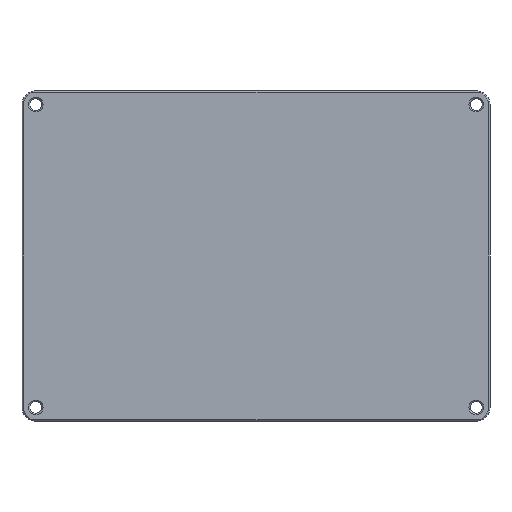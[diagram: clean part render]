
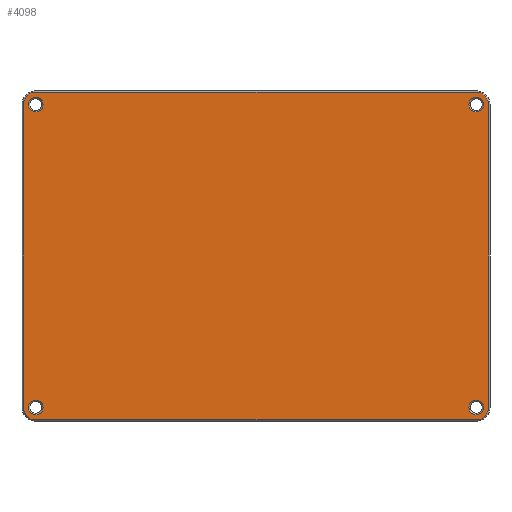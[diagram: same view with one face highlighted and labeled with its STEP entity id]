
A CAD part, front view. The second image highlights one B-rep face of the part: STEP entity #4098.
In plain terms, the highlighted planar face has unit normal (0, -1, 0).
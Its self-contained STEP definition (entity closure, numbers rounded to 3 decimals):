
#41 = CARTESIAN_POINT ( 'NONE',  ( 80., -5., 55. ) ) ;
#80 = CARTESIAN_POINT ( 'NONE',  ( 80., -5., 55. ) ) ;
#115 = EDGE_LOOP ( 'NONE', ( #5949, #5262, #315, #6017, #6691, #1571, #2137, #3160 ) ) ;
#212 = AXIS2_PLACEMENT_3D ( 'NONE', #80, #546, #5676 ) ;
#268 = CARTESIAN_POINT ( 'NONE',  ( 80., -5., -52.35 ) ) ;
#282 = DIRECTION ( 'NONE',  ( 0., 0., -1. ) ) ;
#315 = ORIENTED_EDGE ( 'NONE', *, *, #898, .T. ) ;
#453 = VERTEX_POINT ( 'NONE', #6763 ) ;
#471 = AXIS2_PLACEMENT_3D ( 'NONE', #1993, #1482, #3640 ) ;
#496 = CARTESIAN_POINT ( 'NONE',  ( -80., -5., 57.65 ) ) ;
#498 = VERTEX_POINT ( 'NONE', #6259 ) ;
#536 = CARTESIAN_POINT ( 'NONE',  ( -80., -5., -55. ) ) ;
#546 = DIRECTION ( 'NONE',  ( 0., -1., 0. ) ) ;
#632 = CARTESIAN_POINT ( 'NONE',  ( -84.5, -5., -55. ) ) ;
#645 = DIRECTION ( 'NONE',  ( 0., 0., -1. ) ) ;
#646 = DIRECTION ( 'NONE',  ( 0., 1., 0. ) ) ;
#758 = CARTESIAN_POINT ( 'NONE',  ( 80., -5., -55. ) ) ;
#770 = VERTEX_POINT ( 'NONE', #5490 ) ;
#785 = DIRECTION ( 'NONE',  ( 0., -1., 0. ) ) ;
#838 = AXIS2_PLACEMENT_3D ( 'NONE', #2101, #6083, #1631 ) ;
#858 = VERTEX_POINT ( 'NONE', #985 ) ;
#883 = FACE_BOUND ( 'NONE', #6920, .T. ) ;
#898 = EDGE_CURVE ( 'NONE', #453, #858, #5921, .T. ) ;
#918 = FACE_BOUND ( 'NONE', #2950, .T. ) ;
#921 = VERTEX_POINT ( 'NONE', #632 ) ;
#961 = ORIENTED_EDGE ( 'NONE', *, *, #3769, .T. ) ;
#985 = CARTESIAN_POINT ( 'NONE',  ( -84.5, -5., 55. ) ) ;
#1066 = VECTOR ( 'NONE', #5376, 1000. ) ;
#1101 = DIRECTION ( 'NONE',  ( 0., 1., 0. ) ) ;
#1177 = VECTOR ( 'NONE', #6568, 1000. ) ;
#1202 = LINE ( 'NONE', #2367, #2684 ) ;
#1238 = ORIENTED_EDGE ( 'NONE', *, *, #4970, .T. ) ;
#1356 = EDGE_CURVE ( 'NONE', #3477, #2603, #6474, .T. ) ;
#1390 = CARTESIAN_POINT ( 'NONE',  ( 80., -5., 57.65 ) ) ;
#1466 = LINE ( 'NONE', #3657, #1177 ) ;
#1482 = DIRECTION ( 'NONE',  ( 0., 1., 0. ) ) ;
#1499 = DIRECTION ( 'NONE',  ( 0., 0., -1. ) ) ;
#1571 = ORIENTED_EDGE ( 'NONE', *, *, #7067, .T. ) ;
#1616 = AXIS2_PLACEMENT_3D ( 'NONE', #41, #1101, #2895 ) ;
#1617 = CARTESIAN_POINT ( 'NONE',  ( 84.5, -5., 55. ) ) ;
#1631 = DIRECTION ( 'NONE',  ( 0., 0., -1. ) ) ;
#1666 = CIRCLE ( 'NONE', #4478, 2.65 ) ;
#1672 = EDGE_CURVE ( 'NONE', #2603, #3477, #2776, .T. ) ;
#1732 = EDGE_CURVE ( 'NONE', #6403, #498, #4559, .T. ) ;
#1964 = ORIENTED_EDGE ( 'NONE', *, *, #1356, .T. ) ;
#1993 = CARTESIAN_POINT ( 'NONE',  ( -80., -5., -55. ) ) ;
#2003 = CIRCLE ( 'NONE', #838, 2.65 ) ;
#2101 = CARTESIAN_POINT ( 'NONE',  ( 80., -5., 55. ) ) ;
#2137 = ORIENTED_EDGE ( 'NONE', *, *, #3925, .T. ) ;
#2306 = DIRECTION ( 'NONE',  ( 0., -1., 0. ) ) ;
#2325 = VERTEX_POINT ( 'NONE', #5089 ) ;
#2351 = CARTESIAN_POINT ( 'NONE',  ( -80., -5., -57.65 ) ) ;
#2367 = CARTESIAN_POINT ( 'NONE',  ( 0., -5., -59.5 ) ) ;
#2476 = LINE ( 'NONE', #5841, #4941 ) ;
#2525 = CARTESIAN_POINT ( 'NONE',  ( 84.5, -5., 55. ) ) ;
#2536 = CIRCLE ( 'NONE', #4886, 4.5 ) ;
#2578 = DIRECTION ( 'NONE',  ( 0., 0., -1. ) ) ;
#2594 = AXIS2_PLACEMENT_3D ( 'NONE', #3715, #3576, #282 ) ;
#2603 = VERTEX_POINT ( 'NONE', #4540 ) ;
#2684 = VECTOR ( 'NONE', #5181, 1000. ) ;
#2776 = CIRCLE ( 'NONE', #5821, 2.65 ) ;
#2895 = DIRECTION ( 'NONE',  ( 0., 0., -1. ) ) ;
#2942 = DIRECTION ( 'NONE',  ( 0., -1., 0. ) ) ;
#2950 = EDGE_LOOP ( 'NONE', ( #6913, #1964 ) ) ;
#3074 = EDGE_CURVE ( 'NONE', #5354, #453, #1466, .T. ) ;
#3110 = LINE ( 'NONE', #2525, #1066 ) ;
#3127 = CARTESIAN_POINT ( 'NONE',  ( 80., -5., -55. ) ) ;
#3160 = ORIENTED_EDGE ( 'NONE', *, *, #4151, .T. ) ;
#3245 = VERTEX_POINT ( 'NONE', #5009 ) ;
#3326 = CARTESIAN_POINT ( 'NONE',  ( -80., -5., 55. ) ) ;
#3428 = DIRECTION ( 'NONE',  ( 0., 0., -1. ) ) ;
#3431 = VERTEX_POINT ( 'NONE', #1390 ) ;
#3477 = VERTEX_POINT ( 'NONE', #496 ) ;
#3526 = CIRCLE ( 'NONE', #3870, 4.5 ) ;
#3555 = CARTESIAN_POINT ( 'NONE',  ( 80., -5., -57.65 ) ) ;
#3576 = DIRECTION ( 'NONE',  ( 0., 1., 0. ) ) ;
#3631 = FACE_OUTER_BOUND ( 'NONE', #115, .T. ) ;
#3640 = DIRECTION ( 'NONE',  ( 0., 0., -1. ) ) ;
#3657 = CARTESIAN_POINT ( 'NONE',  ( -80., -5., 59.5 ) ) ;
#3715 = CARTESIAN_POINT ( 'NONE',  ( 80., -5., -55. ) ) ;
#3769 = EDGE_CURVE ( 'NONE', #498, #6403, #5851, .T. ) ;
#3853 = EDGE_CURVE ( 'NONE', #3245, #3431, #2003, .T. ) ;
#3870 = AXIS2_PLACEMENT_3D ( 'NONE', #758, #2942, #645 ) ;
#3879 = DIRECTION ( 'NONE',  ( 0., -1., 0. ) ) ;
#3925 = EDGE_CURVE ( 'NONE', #770, #4683, #3526, .T. ) ;
#4061 = AXIS2_PLACEMENT_3D ( 'NONE', #3326, #2306, #4595 ) ;
#4098 = ADVANCED_FACE ( 'NONE', ( #918, #5791, #883, #6916, #3631 ), #4265, .T. ) ;
#4151 = EDGE_CURVE ( 'NONE', #4683, #6774, #3110, .T. ) ;
#4232 = AXIS2_PLACEMENT_3D ( 'NONE', #6947, #785, #4803 ) ;
#4265 = PLANE ( 'NONE',  #4232 ) ;
#4286 = AXIS2_PLACEMENT_3D ( 'NONE', #6525, #6487, #1499 ) ;
#4478 = AXIS2_PLACEMENT_3D ( 'NONE', #3127, #6890, #6378 ) ;
#4540 = CARTESIAN_POINT ( 'NONE',  ( -80., -5., 52.35 ) ) ;
#4559 = CIRCLE ( 'NONE', #6172, 2.65 ) ;
#4595 = DIRECTION ( 'NONE',  ( 0., 0., -1. ) ) ;
#4617 = EDGE_CURVE ( 'NONE', #5431, #4809, #1666, .T. ) ;
#4659 = EDGE_CURVE ( 'NONE', #858, #921, #2476, .T. ) ;
#4683 = VERTEX_POINT ( 'NONE', #7027 ) ;
#4772 = CIRCLE ( 'NONE', #212, 4.5 ) ;
#4803 = DIRECTION ( 'NONE',  ( 0., 0., -1. ) ) ;
#4809 = VERTEX_POINT ( 'NONE', #268 ) ;
#4886 = AXIS2_PLACEMENT_3D ( 'NONE', #536, #3879, #5555 ) ;
#4941 = VECTOR ( 'NONE', #2578, 1000. ) ;
#4970 = EDGE_CURVE ( 'NONE', #4809, #5431, #6915, .T. ) ;
#4971 = ORIENTED_EDGE ( 'NONE', *, *, #5349, .T. ) ;
#5009 = CARTESIAN_POINT ( 'NONE',  ( 80., -5., 52.35 ) ) ;
#5030 = CARTESIAN_POINT ( 'NONE',  ( -80., -5., 55. ) ) ;
#5089 = CARTESIAN_POINT ( 'NONE',  ( -80., -5., -59.5 ) ) ;
#5098 = ORIENTED_EDGE ( 'NONE', *, *, #1732, .T. ) ;
#5107 = CARTESIAN_POINT ( 'NONE',  ( -80., -5., -55. ) ) ;
#5181 = DIRECTION ( 'NONE',  ( 1., 0., 0. ) ) ;
#5262 = ORIENTED_EDGE ( 'NONE', *, *, #3074, .T. ) ;
#5339 = EDGE_CURVE ( 'NONE', #6774, #5354, #4772, .T. ) ;
#5349 = EDGE_CURVE ( 'NONE', #3431, #3245, #6851, .T. ) ;
#5354 = VERTEX_POINT ( 'NONE', #5604 ) ;
#5376 = DIRECTION ( 'NONE',  ( 0., 0., 1. ) ) ;
#5431 = VERTEX_POINT ( 'NONE', #3555 ) ;
#5460 = ORIENTED_EDGE ( 'NONE', *, *, #4617, .T. ) ;
#5490 = CARTESIAN_POINT ( 'NONE',  ( 80., -5., -59.5 ) ) ;
#5555 = DIRECTION ( 'NONE',  ( 0., 0., -1. ) ) ;
#5604 = CARTESIAN_POINT ( 'NONE',  ( 80., -5., 59.5 ) ) ;
#5619 = EDGE_CURVE ( 'NONE', #921, #2325, #2536, .T. ) ;
#5620 = DIRECTION ( 'NONE',  ( 0., 0., -1. ) ) ;
#5676 = DIRECTION ( 'NONE',  ( 0., 0., -1. ) ) ;
#5756 = ORIENTED_EDGE ( 'NONE', *, *, #3853, .T. ) ;
#5791 = FACE_BOUND ( 'NONE', #6192, .T. ) ;
#5821 = AXIS2_PLACEMENT_3D ( 'NONE', #5030, #6841, #3428 ) ;
#5841 = CARTESIAN_POINT ( 'NONE',  ( -84.5, -5., 0. ) ) ;
#5851 = CIRCLE ( 'NONE', #471, 2.65 ) ;
#5921 = CIRCLE ( 'NONE', #4061, 4.5 ) ;
#5949 = ORIENTED_EDGE ( 'NONE', *, *, #5339, .T. ) ;
#6017 = ORIENTED_EDGE ( 'NONE', *, *, #4659, .T. ) ;
#6083 = DIRECTION ( 'NONE',  ( 0., 1., 0. ) ) ;
#6172 = AXIS2_PLACEMENT_3D ( 'NONE', #5107, #646, #5620 ) ;
#6192 = EDGE_LOOP ( 'NONE', ( #5098, #961 ) ) ;
#6259 = CARTESIAN_POINT ( 'NONE',  ( -80., -5., -52.35 ) ) ;
#6378 = DIRECTION ( 'NONE',  ( 0., 0., -1. ) ) ;
#6403 = VERTEX_POINT ( 'NONE', #2351 ) ;
#6474 = CIRCLE ( 'NONE', #4286, 2.65 ) ;
#6487 = DIRECTION ( 'NONE',  ( 0., 1., 0. ) ) ;
#6525 = CARTESIAN_POINT ( 'NONE',  ( -80., -5., 55. ) ) ;
#6568 = DIRECTION ( 'NONE',  ( -1., 0., 0. ) ) ;
#6691 = ORIENTED_EDGE ( 'NONE', *, *, #5619, .T. ) ;
#6756 = EDGE_LOOP ( 'NONE', ( #5756, #4971 ) ) ;
#6763 = CARTESIAN_POINT ( 'NONE',  ( -80., -5., 59.5 ) ) ;
#6774 = VERTEX_POINT ( 'NONE', #1617 ) ;
#6841 = DIRECTION ( 'NONE',  ( 0., 1., 0. ) ) ;
#6851 = CIRCLE ( 'NONE', #1616, 2.65 ) ;
#6890 = DIRECTION ( 'NONE',  ( 0., 1., 0. ) ) ;
#6913 = ORIENTED_EDGE ( 'NONE', *, *, #1672, .T. ) ;
#6915 = CIRCLE ( 'NONE', #2594, 2.65 ) ;
#6916 = FACE_BOUND ( 'NONE', #6756, .T. ) ;
#6920 = EDGE_LOOP ( 'NONE', ( #5460, #1238 ) ) ;
#6947 = CARTESIAN_POINT ( 'NONE',  ( 0., -5., 0. ) ) ;
#7027 = CARTESIAN_POINT ( 'NONE',  ( 84.5, -5., -55. ) ) ;
#7067 = EDGE_CURVE ( 'NONE', #2325, #770, #1202, .T. ) ;
